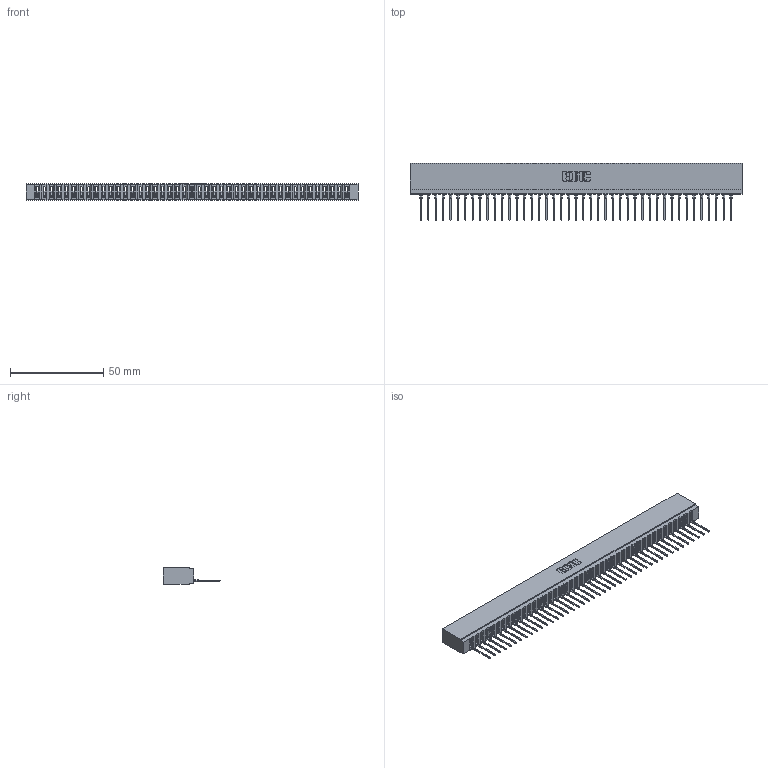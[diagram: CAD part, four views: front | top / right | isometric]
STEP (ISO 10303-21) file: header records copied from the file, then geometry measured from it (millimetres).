
FILE_DESCRIPTION (( 'STEP AP203' ), '1' );
FILE_NAME ('737-043-540-101.STEP', '2026-02-25T00:48:56', ( '' ), ( '' ), 'SwSTEP 2.0', 'SolidWorks 2023', '' );
FILE_SCHEMA (( 'CONFIG_CONTROL_DESIGN' ));
Length unit declared in the file: millimetre
Products named in the file (3): 737 Part_Insulator Option - 01; 745-292-001_540; 737-043-540-101
Assembly tree (44 placements, depth 2):
  737-043-540-101
    737 Part_Insulator Option - 01
    745-292-001_540  x43
Bounding box: 178.26 x 30.62 x 8.89 mm (x, y, z)
Volume: 17256.6 mm3; surface area: 24034.2 mm2
Topology: 44 solids, 44 shells, 4953 faces, 13628 edges, 8598 vertices
Faces by surface type: plane 2978, bspline 860, cylinder 857, torus 258
Entity records: 72265 total; most frequent: CARTESIAN_POINT 13244, ORIENTED_EDGE 12724, DIRECTION 11018, EDGE_CURVE 6362, LINE 5922, VECTOR 5922, VERTEX_POINT 4062, AXIS2_PLACEMENT_3D 2548
